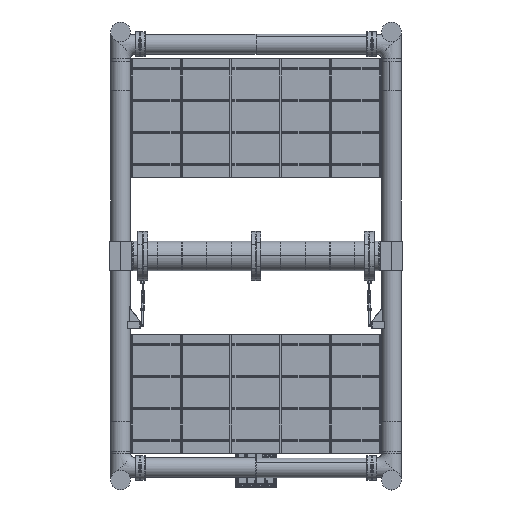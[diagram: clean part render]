
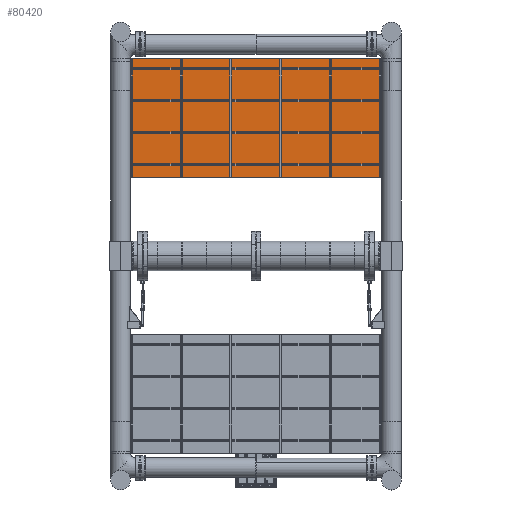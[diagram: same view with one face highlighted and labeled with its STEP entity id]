
A CAD part, front view. The second image highlights one B-rep face of the part: STEP entity #80420.
In plain terms, the highlighted planar face has unit normal (0, -1, 0).
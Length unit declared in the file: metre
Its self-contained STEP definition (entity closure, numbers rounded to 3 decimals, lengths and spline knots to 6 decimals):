
#2663 = DIRECTION ( 'NONE',  ( -1., 0., 0. ) ) ;
#3654 = LINE ( 'NONE', #94474, #47366 ) ;
#13925 = CARTESIAN_POINT ( 'NONE',  ( 0., 0., 0. ) ) ;
#14374 = EDGE_CURVE ( 'NONE', #66033, #90623, #67469, .T. ) ;
#16755 = CARTESIAN_POINT ( 'NONE',  ( 25.5, 0., -12. ) ) ;
#28283 = ORIENTED_EDGE ( 'NONE', *, *, #43612, .F. ) ;
#29095 = DIRECTION ( 'NONE',  ( 0., 0., -1. ) ) ;
#30465 = CARTESIAN_POINT ( 'NONE',  ( 0., 0., -12. ) ) ;
#35334 = DIRECTION ( 'NONE',  ( 0., 0., 1. ) ) ;
#36994 = PLANE ( 'NONE',  #93655 ) ;
#40064 = VERTEX_POINT ( 'NONE', #78316 ) ;
#43549 = VERTEX_POINT ( 'NONE', #16755 ) ;
#43612 = EDGE_CURVE ( 'NONE', #90623, #40064, #3654, .T. ) ;
#44200 = DIRECTION ( 'NONE',  ( 0., -1., 0. ) ) ;
#44758 = VECTOR ( 'NONE', #67906, 1. ) ;
#45279 = ORIENTED_EDGE ( 'NONE', *, *, #60704, .F. ) ;
#47366 = VECTOR ( 'NONE', #49652, 1. ) ;
#47793 = CARTESIAN_POINT ( 'NONE',  ( 0., 0., -12. ) ) ;
#49510 = CARTESIAN_POINT ( 'NONE',  ( 0., 0., 0. ) ) ;
#49652 = DIRECTION ( 'NONE',  ( 1., 0., 0. ) ) ;
#57352 = ORIENTED_EDGE ( 'NONE', *, *, #71067, .F. ) ;
#59671 = EDGE_LOOP ( 'NONE', ( #73677, #45279, #57352, #28283 ) ) ;
#60704 = EDGE_CURVE ( 'NONE', #43549, #66033, #75082, .T. ) ;
#66033 = VERTEX_POINT ( 'NONE', #30465 ) ;
#67469 = LINE ( 'NONE', #49510, #92276 ) ;
#67906 = DIRECTION ( 'NONE',  ( 0., 0., -1. ) ) ;
#71067 = EDGE_CURVE ( 'NONE', #40064, #43549, #90697, .T. ) ;
#72430 = CARTESIAN_POINT ( 'NONE',  ( 0., 0., 0. ) ) ;
#73677 = ORIENTED_EDGE ( 'NONE', *, *, #14374, .F. ) ;
#75082 = LINE ( 'NONE', #47793, #93913 ) ;
#78316 = CARTESIAN_POINT ( 'NONE',  ( 25.5, 0., 0. ) ) ;
#78834 = FACE_OUTER_BOUND ( 'NONE', #59671, .T. ) ;
#80420 = ADVANCED_FACE ( 'NONE', ( #78834 ), #36994, .T. ) ;
#81766 = CARTESIAN_POINT ( 'NONE',  ( 25.5, 0., 0. ) ) ;
#90623 = VERTEX_POINT ( 'NONE', #72430 ) ;
#90697 = LINE ( 'NONE', #81766, #44758 ) ;
#92276 = VECTOR ( 'NONE', #35334, 1. ) ;
#93655 = AXIS2_PLACEMENT_3D ( 'NONE', #13925, #44200, #29095 ) ;
#93913 = VECTOR ( 'NONE', #2663, 1. ) ;
#94474 = CARTESIAN_POINT ( 'NONE',  ( 0., 0., 0. ) ) ;
